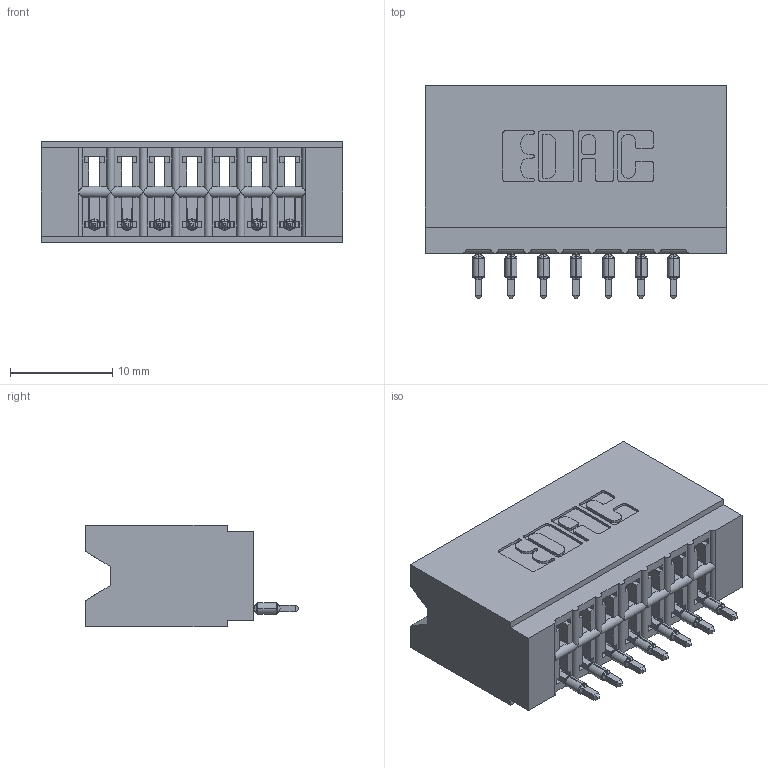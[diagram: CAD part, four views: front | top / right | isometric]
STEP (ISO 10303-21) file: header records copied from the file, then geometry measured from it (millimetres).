
FILE_DESCRIPTION (( 'STEP AP203' ), '1' );
FILE_NAME ('746-007-525-506.STEP', '2020-09-15T18:04:06', ( '' ), ( '' ), 'SwSTEP 2.0', 'SolidWorks 2020', '' );
FILE_SCHEMA (( 'CONFIG_CONTROL_DESIGN' ));
Length unit declared in the file: inch
Products named in the file (3): 746-007-525-506; 746 Part_.340 Slot Depth - 06; 746-292-001_525
Assembly tree (8 placements, depth 2):
  746-007-525-506
    746 Part_.340 Slot Depth - 06
    746-292-001_525  x7
Bounding box: 29.46 x 20.82 x 9.91 mm (x, y, z)
Volume: 3490.9 mm3; surface area: 4148.8 mm2
Topology: 8 solids, 8 shells, 854 faces, 2414 edges, 1554 vertices
Faces by surface type: plane 497, cylinder 175, bspline 140, torus 42
Entity records: 15541 total; most frequent: CARTESIAN_POINT 3431, ORIENTED_EDGE 2608, DIRECTION 2224, EDGE_CURVE 1304, LINE 1050, VECTOR 1050, VERTEX_POINT 858, AXIS2_PLACEMENT_3D 587
